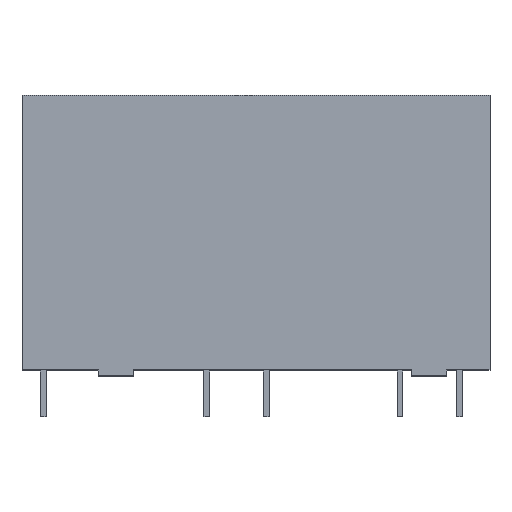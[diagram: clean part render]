
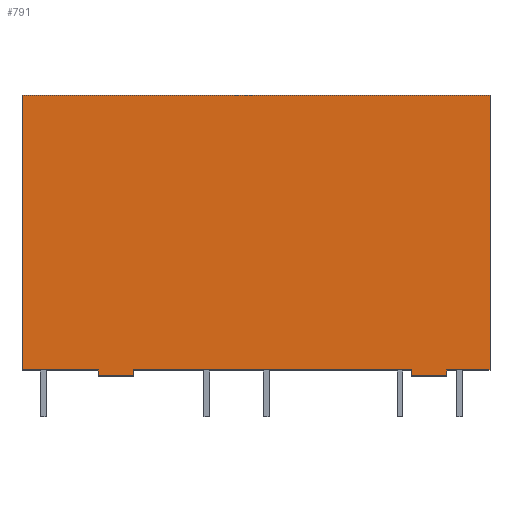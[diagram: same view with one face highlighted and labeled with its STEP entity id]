
A CAD part, top view. The second image highlights one B-rep face of the part: STEP entity #791.
In plain terms, the highlighted planar face has unit normal (0, 0, 1).
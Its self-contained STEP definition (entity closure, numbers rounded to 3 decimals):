
#121 = VERTEX_POINT( 'NONE', #122 ) ;
#122 = CARTESIAN_POINT( '', (-1.83,0.7,6.5 )) ;
#128 = EDGE_CURVE( 'NONE', #121, #129, #131, .F.) ;
#129 = VERTEX_POINT( 'NONE', #130 ) ;
#130 = CARTESIAN_POINT( '', (-1.83,24.2,6.5 )) ;
#131 = LINE( '', #132, #133 ) ;
#132 = CARTESIAN_POINT( '', (-1.83,24.2,6.5 )) ;
#133 = VECTOR( '', #134,1.0 ) ;
#134 = DIRECTION( '', (0.,-1.0,0.0 )) ;
#152 = EDGE_CURVE( 'NONE', #129, #153, #155, .F.) ;
#153 = VERTEX_POINT( 'NONE', #154 ) ;
#154 = CARTESIAN_POINT( '', (38.17,24.2,6.5 )) ;
#155 = LINE( '', #156, #157 ) ;
#156 = CARTESIAN_POINT( '', (-1.83,24.2,6.5 )) ;
#157 = VECTOR( '', #158,1.0 ) ;
#158 = DIRECTION( '', (-1.0,0.0,0.0 )) ;
#176 = EDGE_CURVE( 'NONE', #153, #177, #179, .F.) ;
#177 = VERTEX_POINT( 'NONE', #178 ) ;
#178 = CARTESIAN_POINT( '', (38.17,0.7,6.5 )) ;
#179 = LINE( '', #180, #181 ) ;
#180 = CARTESIAN_POINT( '', (38.17,24.2,6.5 )) ;
#181 = VECTOR( '', #182,1.0 ) ;
#182 = DIRECTION( '', (0.0,1.0,0.0 )) ;
#368 = EDGE_CURVE( 'NONE', #369, #121, #371, .F.) ;
#369 = VERTEX_POINT( 'NONE', #370 ) ;
#370 = CARTESIAN_POINT( '', (4.67,0.7,6.5 )) ;
#371 = LINE( '', #372, #373 ) ;
#372 = CARTESIAN_POINT( '', (-1.83,0.7,6.5 )) ;
#373 = VECTOR( '', #374,1.0 ) ;
#374 = DIRECTION( '', (1.0,0.0,0.0 )) ;
#425 = EDGE_CURVE( 'NONE', #177, #426, #428, .F.) ;
#426 = VERTEX_POINT( 'NONE', #427 ) ;
#427 = CARTESIAN_POINT( '', (34.47,0.7,6.5 )) ;
#428 = LINE( '', #429, #430 ) ;
#429 = CARTESIAN_POINT( '', (-1.83,0.7,6.5 )) ;
#430 = VECTOR( '', #431,1.0 ) ;
#431 = DIRECTION( '', (1.0,0.0,0.0 )) ;
#450 = VERTEX_POINT( 'NONE', #451 ) ;
#451 = CARTESIAN_POINT( '', (31.47,0.7,6.5 )) ;
#457 = EDGE_CURVE( 'NONE', #450, #458, #460, .F.) ;
#458 = VERTEX_POINT( 'NONE', #459 ) ;
#459 = CARTESIAN_POINT( '', (7.67,0.7,6.5 )) ;
#460 = LINE( '', #461, #462 ) ;
#461 = CARTESIAN_POINT( '', (-1.83,0.7,6.5 )) ;
#462 = VECTOR( '', #463,1.0 ) ;
#463 = DIRECTION( '', (1.0,0.0,0.0 )) ;
#791 = ADVANCED_FACE( 'NONE', (#792 ), #844, .T.) ;
#792 = FACE_BOUND( 'NONE', #793, .T.) ;
#793 = EDGE_LOOP( '', (#794, #795, #796, #797, #798, #806, #814, #820, #821, #829, #837, #843 )) ;
#794 = ORIENTED_EDGE( '',*,*, #176, .F.) ;
#795 = ORIENTED_EDGE( '',*,*, #152, .F.) ;
#796 = ORIENTED_EDGE( '',*,*, #128, .F.) ;
#797 = ORIENTED_EDGE( '',*,*, #368, .F.) ;
#798 = ORIENTED_EDGE( '',*,*, #799, .T.) ;
#799 = EDGE_CURVE( 'NONE', #369, #800, #802, .T.) ;
#800 = VERTEX_POINT( 'NONE', #801 ) ;
#801 = CARTESIAN_POINT( '', (4.67,0.2,6.5 )) ;
#802 = LINE( '', #803, #804 ) ;
#803 = CARTESIAN_POINT( '', (4.67,0.7,6.5 )) ;
#804 = VECTOR( '', #805,1.0 ) ;
#805 = DIRECTION( '', (0.0,-1.0,0.0 )) ;
#806 = ORIENTED_EDGE( '',*,*, #807, .T.) ;
#807 = EDGE_CURVE( 'NONE', #800, #808, #810, .T.) ;
#808 = VERTEX_POINT( 'NONE', #809 ) ;
#809 = CARTESIAN_POINT( '', (7.67,0.2,6.5 )) ;
#810 = LINE( '', #811, #812 ) ;
#811 = CARTESIAN_POINT( '', (-1.83,0.2,6.5 )) ;
#812 = VECTOR( '', #813,1.0 ) ;
#813 = DIRECTION( '', (1.0,0.0,0.0 )) ;
#814 = ORIENTED_EDGE( '',*,*, #815, .T.) ;
#815 = EDGE_CURVE( 'NONE', #808, #458, #816, .T.) ;
#816 = LINE( '', #817, #818 ) ;
#817 = CARTESIAN_POINT( '', (7.67,0.7,6.5 )) ;
#818 = VECTOR( '', #819,1.0 ) ;
#819 = DIRECTION( '', (0.0,1.0,0.0 )) ;
#820 = ORIENTED_EDGE( '',*,*, #457, .F.) ;
#821 = ORIENTED_EDGE( '',*,*, #822, .T.) ;
#822 = EDGE_CURVE( 'NONE', #450, #823, #825, .T.) ;
#823 = VERTEX_POINT( 'NONE', #824 ) ;
#824 = CARTESIAN_POINT( '', (31.47,0.2,6.5 )) ;
#825 = LINE( '', #826, #827 ) ;
#826 = CARTESIAN_POINT( '', (31.47,0.7,6.5 )) ;
#827 = VECTOR( '', #828,1.0 ) ;
#828 = DIRECTION( '', (0.0,-1.0,0.0 )) ;
#829 = ORIENTED_EDGE( '',*,*, #830, .T.) ;
#830 = EDGE_CURVE( 'NONE', #823, #831, #833, .T.) ;
#831 = VERTEX_POINT( 'NONE', #832 ) ;
#832 = CARTESIAN_POINT( '', (34.47,0.2,6.5 )) ;
#833 = LINE( '', #834, #835 ) ;
#834 = CARTESIAN_POINT( '', (-1.83,0.2,6.5 )) ;
#835 = VECTOR( '', #836,1.0 ) ;
#836 = DIRECTION( '', (1.0,0.0,0.0 )) ;
#837 = ORIENTED_EDGE( '',*,*, #838, .T.) ;
#838 = EDGE_CURVE( 'NONE', #831, #426, #839, .T.) ;
#839 = LINE( '', #840, #841 ) ;
#840 = CARTESIAN_POINT( '', (34.47,0.7,6.5 )) ;
#841 = VECTOR( '', #842,1.0 ) ;
#842 = DIRECTION( '', (0.0,1.0,0.0 )) ;
#843 = ORIENTED_EDGE( '',*,*, #425, .F.) ;
#844 = PLANE( '', #845 ) ;
#845 = AXIS2_PLACEMENT_3D( '', #846, #847, #848 ) ;
#846 = CARTESIAN_POINT( '', (-1.83,0.7,6.5 )) ;
#847 = DIRECTION( '', (0.0,0.0,1.0 )) ;
#848 = DIRECTION( '', (1.0,0.0,0.0 )) ;
